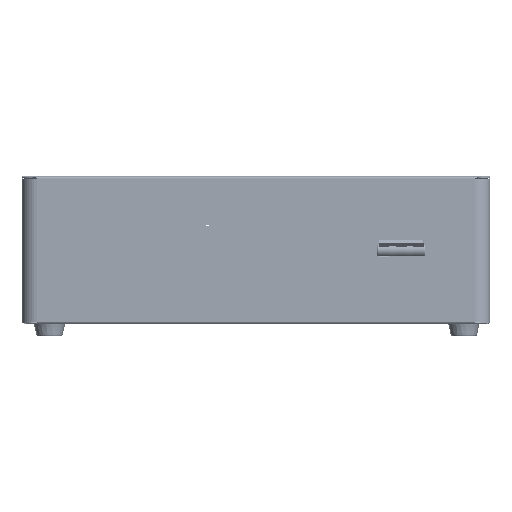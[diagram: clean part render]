
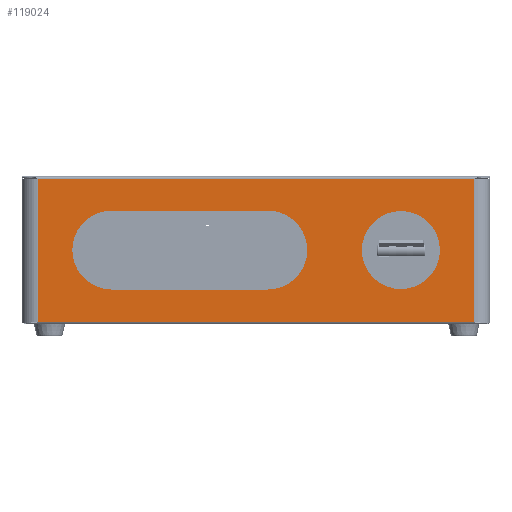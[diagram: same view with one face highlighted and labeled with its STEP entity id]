
A CAD part, top view. The second image highlights one B-rep face of the part: STEP entity #119024.
In plain terms, the highlighted planar face has unit normal (0, 0, 1).
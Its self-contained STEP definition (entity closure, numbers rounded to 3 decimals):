
#2692 = VERTEX_POINT ( 'NONE', #9185 ) ;
#4822 = DIRECTION ( 'NONE',  ( 1., 0., 0. ) ) ;
#7452 = VERTEX_POINT ( 'NONE', #77038 ) ;
#9185 = CARTESIAN_POINT ( 'NONE',  ( 292.581, -99.105, 0. ) ) ;
#10011 = LINE ( 'NONE', #95270, #89042 ) ;
#10209 = AXIS2_PLACEMENT_3D ( 'NONE', #73598, #27483, #60830 ) ;
#14830 = CARTESIAN_POINT ( 'NONE',  ( 92.081, -139.605, 0. ) ) ;
#15303 = CARTESIAN_POINT ( 'NONE',  ( 252.081, -139.605, 0. ) ) ;
#17436 = CARTESIAN_POINT ( 'NONE',  ( 348.611, -99.105, 0. ) ) ;
#17886 = ORIENTED_EDGE ( 'NONE', *, *, #61096, .F. ) ;
#19550 = VECTOR ( 'NONE', #92138, 1000. ) ;
#19656 = CIRCLE ( 'NONE', #60537, 40. ) ;
#21174 = AXIS2_PLACEMENT_3D ( 'NONE', #94802, #127445, #41543 ) ;
#22628 = EDGE_CURVE ( 'NONE', #86993, #75985, #63411, .T. ) ;
#22643 = CARTESIAN_POINT ( 'NONE',  ( 464.1, -172.45, 0. ) ) ;
#24114 = ORIENTED_EDGE ( 'NONE', *, *, #113355, .F. ) ;
#24263 = ORIENTED_EDGE ( 'NONE', *, *, #85456, .T. ) ;
#25573 = DIRECTION ( 'NONE',  ( 0., 1., 0. ) ) ;
#27483 = DIRECTION ( 'NONE',  ( 0., 0., 1. ) ) ;
#27793 = EDGE_CURVE ( 'NONE', #97660, #90573, #132696, .T. ) ;
#28983 = CARTESIAN_POINT ( 'NONE',  ( 428.611, -99.105, 0. ) ) ;
#29637 = VECTOR ( 'NONE', #118152, 1000. ) ;
#30105 = ORIENTED_EDGE ( 'NONE', *, *, #120476, .F. ) ;
#31357 = DIRECTION ( 'NONE',  ( 1., 0., 0. ) ) ;
#31832 = DIRECTION ( 'NONE',  ( -1., 0., 0. ) ) ;
#33766 = CARTESIAN_POINT ( 'NONE',  ( 0., 0., 0. ) ) ;
#33791 = CARTESIAN_POINT ( 'NONE',  ( 15.9, -25.76, 0. ) ) ;
#36134 = ORIENTED_EDGE ( 'NONE', *, *, #63530, .F. ) ;
#38401 = VECTOR ( 'NONE', #31832, 1000. ) ;
#40396 = EDGE_LOOP ( 'NONE', ( #58094, #36134 ) ) ;
#40980 = VERTEX_POINT ( 'NONE', #105009 ) ;
#41543 = DIRECTION ( 'NONE',  ( 1., 0., 0. ) ) ;
#42498 = ORIENTED_EDGE ( 'NONE', *, *, #63504, .F. ) ;
#45674 = EDGE_CURVE ( 'NONE', #116905, #7452, #48336, .T. ) ;
#46502 = FACE_BOUND ( 'NONE', #40396, .T. ) ;
#48336 = LINE ( 'NONE', #58952, #137914 ) ;
#53624 = EDGE_CURVE ( 'NONE', #2692, #40980, #118703, .T. ) ;
#53892 = AXIS2_PLACEMENT_3D ( 'NONE', #33766, #67807, #131009 ) ;
#57831 = FACE_OUTER_BOUND ( 'NONE', #81803, .T. ) ;
#58094 = ORIENTED_EDGE ( 'NONE', *, *, #27793, .F. ) ;
#58294 = CARTESIAN_POINT ( 'NONE',  ( 92.081, -58.605, 0. ) ) ;
#58952 = CARTESIAN_POINT ( 'NONE',  ( 464.1, -172.45, 0. ) ) ;
#60537 = AXIS2_PLACEMENT_3D ( 'NONE', #97026, #138218, #107631 ) ;
#60830 = DIRECTION ( 'NONE',  ( 1., 0., 0. ) ) ;
#60872 = CARTESIAN_POINT ( 'NONE',  ( 0., -172.45, 0. ) ) ;
#61096 = EDGE_CURVE ( 'NONE', #75985, #106940, #10011, .T. ) ;
#61160 = VERTEX_POINT ( 'NONE', #121234 ) ;
#63411 = CIRCLE ( 'NONE', #133480, 40.5 ) ;
#63504 = EDGE_CURVE ( 'NONE', #116905, #61160, #112721, .T. ) ;
#63530 = EDGE_CURVE ( 'NONE', #90573, #97660, #19656, .T. ) ;
#66504 = ORIENTED_EDGE ( 'NONE', *, *, #123997, .T. ) ;
#67807 = DIRECTION ( 'NONE',  ( 0., 0., 1. ) ) ;
#70322 = VECTOR ( 'NONE', #127710, 1000. ) ;
#70506 = ORIENTED_EDGE ( 'NONE', *, *, #53624, .F. ) ;
#72796 = LINE ( 'NONE', #106079, #29637 ) ;
#73598 = CARTESIAN_POINT ( 'NONE',  ( 388.611, -99.105, 0. ) ) ;
#75985 = VERTEX_POINT ( 'NONE', #14830 ) ;
#77038 = CARTESIAN_POINT ( 'NONE',  ( 464.1, -25.76, 0. ) ) ;
#81803 = EDGE_LOOP ( 'NONE', ( #24263, #66504, #42498, #123862 ) ) ;
#85456 = EDGE_CURVE ( 'NONE', #7452, #122834, #106361, .T. ) ;
#86993 = VERTEX_POINT ( 'NONE', #58294 ) ;
#89042 = VECTOR ( 'NONE', #31357, 1000. ) ;
#90573 = VERTEX_POINT ( 'NONE', #17436 ) ;
#91327 = ORIENTED_EDGE ( 'NONE', *, *, #22628, .F. ) ;
#92138 = DIRECTION ( 'NONE',  ( -1., 0., 0. ) ) ;
#94802 = CARTESIAN_POINT ( 'NONE',  ( 252.081, -99.105, 0. ) ) ;
#95270 = CARTESIAN_POINT ( 'NONE',  ( 92.081, -139.605, 0. ) ) ;
#97026 = CARTESIAN_POINT ( 'NONE',  ( 388.611, -99.105, 0. ) ) ;
#97660 = VERTEX_POINT ( 'NONE', #28983 ) ;
#99069 = FACE_BOUND ( 'NONE', #118592, .T. ) ;
#99402 = CIRCLE ( 'NONE', #117509, 40.5 ) ;
#103537 = DIRECTION ( 'NONE',  ( 0., 0., 1. ) ) ;
#105009 = CARTESIAN_POINT ( 'NONE',  ( 252.081, -58.605, 0. ) ) ;
#106079 = CARTESIAN_POINT ( 'NONE',  ( 15.9, -25.76, 0. ) ) ;
#106361 = LINE ( 'NONE', #129085, #38401 ) ;
#106405 = LINE ( 'NONE', #137669, #70322 ) ;
#106940 = VERTEX_POINT ( 'NONE', #15303 ) ;
#107631 = DIRECTION ( 'NONE',  ( 1., 0., 0. ) ) ;
#108437 = CARTESIAN_POINT ( 'NONE',  ( 252.081, -99.105, 0. ) ) ;
#112721 = LINE ( 'NONE', #60872, #19550 ) ;
#113355 = EDGE_CURVE ( 'NONE', #106940, #2692, #99402, .T. ) ;
#116905 = VERTEX_POINT ( 'NONE', #22643 ) ;
#117509 = AXIS2_PLACEMENT_3D ( 'NONE', #108437, #129042, #117700 ) ;
#117700 = DIRECTION ( 'NONE',  ( 1., 0., 0. ) ) ;
#118152 = DIRECTION ( 'NONE',  ( 0., -1., 0. ) ) ;
#118592 = EDGE_LOOP ( 'NONE', ( #91327, #30105, #70506, #24114, #17886 ) ) ;
#118703 = CIRCLE ( 'NONE', #21174, 40.5 ) ;
#119024 = ADVANCED_FACE ( 'NONE', ( #46502, #99069, #57831 ), #130287, .T. ) ;
#120476 = EDGE_CURVE ( 'NONE', #40980, #86993, #106405, .T. ) ;
#121234 = CARTESIAN_POINT ( 'NONE',  ( 15.9, -172.45, 0. ) ) ;
#122805 = CARTESIAN_POINT ( 'NONE',  ( 92.081, -99.105, 0. ) ) ;
#122834 = VERTEX_POINT ( 'NONE', #33791 ) ;
#123862 = ORIENTED_EDGE ( 'NONE', *, *, #45674, .T. ) ;
#123997 = EDGE_CURVE ( 'NONE', #122834, #61160, #72796, .T. ) ;
#127445 = DIRECTION ( 'NONE',  ( 0., 0., 1. ) ) ;
#127710 = DIRECTION ( 'NONE',  ( -1., 0., 0. ) ) ;
#129042 = DIRECTION ( 'NONE',  ( 0., 0., 1. ) ) ;
#129085 = CARTESIAN_POINT ( 'NONE',  ( 0., -25.76, 0. ) ) ;
#130287 = PLANE ( 'NONE',  #53892 ) ;
#131009 = DIRECTION ( 'NONE',  ( 1., 0., 0. ) ) ;
#132696 = CIRCLE ( 'NONE', #10209, 40. ) ;
#133480 = AXIS2_PLACEMENT_3D ( 'NONE', #122805, #103537, #4822 ) ;
#137669 = CARTESIAN_POINT ( 'NONE',  ( 92.081, -58.605, 0. ) ) ;
#137914 = VECTOR ( 'NONE', #25573, 1000. ) ;
#138218 = DIRECTION ( 'NONE',  ( 0., 0., 1. ) ) ;
